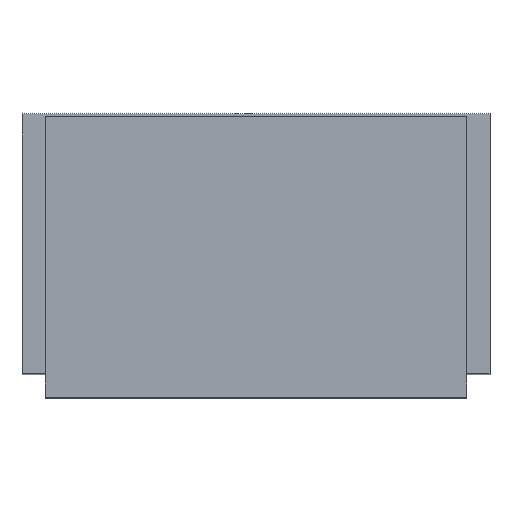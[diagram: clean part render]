
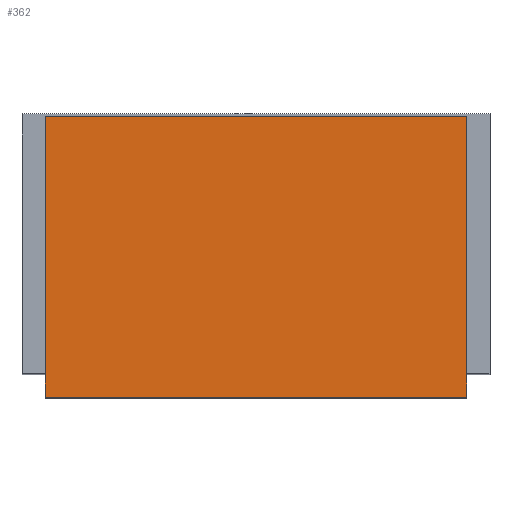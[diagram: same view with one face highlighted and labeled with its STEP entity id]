
A CAD part, top view. The second image highlights one B-rep face of the part: STEP entity #362.
In plain terms, the highlighted planar face has unit normal (0, 0, 1).
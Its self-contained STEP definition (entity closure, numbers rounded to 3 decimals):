
#17=FACE_OUTER_BOUND('',#35,.T.);
#35=EDGE_LOOP('',(#238,#239,#240,#241));
#59=LINE('',#527,#107);
#61=LINE('',#531,#109);
#62=LINE('',#533,#110);
#63=LINE('',#534,#111);
#107=VECTOR('',#435,10.);
#109=VECTOR('',#439,10.);
#110=VECTOR('',#440,10.);
#111=VECTOR('',#441,10.);
#154=VERTEX_POINT('',#524);
#155=VERTEX_POINT('',#526);
#156=VERTEX_POINT('',#530);
#157=VERTEX_POINT('',#532);
#187=EDGE_CURVE('',#155,#154,#59,.T.);
#189=EDGE_CURVE('',#154,#156,#61,.T.);
#190=EDGE_CURVE('',#156,#157,#62,.T.);
#191=EDGE_CURVE('',#157,#155,#63,.T.);
#238=ORIENTED_EDGE('',*,*,#189,.T.);
#239=ORIENTED_EDGE('',*,*,#190,.T.);
#240=ORIENTED_EDGE('',*,*,#191,.T.);
#241=ORIENTED_EDGE('',*,*,#187,.T.);
#325=PLANE('',#403);
#362=ADVANCED_FACE('',(#17),#325,.T.);
#403=AXIS2_PLACEMENT_3D('',#529,#437,#438);
#435=DIRECTION('',(-1.,0.,0.));
#437=DIRECTION('center_axis',(0.,0.,1.));
#438=DIRECTION('ref_axis',(1.,0.,0.));
#439=DIRECTION('',(0.,-1.,0.));
#440=DIRECTION('',(1.,0.,0.));
#441=DIRECTION('',(0.,1.,0.));
#524=CARTESIAN_POINT('',(-0.9,1.2,1.25));
#526=CARTESIAN_POINT('',(0.9,1.2,1.25));
#527=CARTESIAN_POINT('',(0.9,1.2,1.25));
#529=CARTESIAN_POINT('Origin',(0.,0.6,1.25));
#530=CARTESIAN_POINT('',(-0.9,0.,1.25));
#531=CARTESIAN_POINT('',(-0.9,1.2,1.25));
#532=CARTESIAN_POINT('',(0.9,0.,1.25));
#533=CARTESIAN_POINT('',(-0.9,0.,1.25));
#534=CARTESIAN_POINT('',(0.9,0.,1.25));
